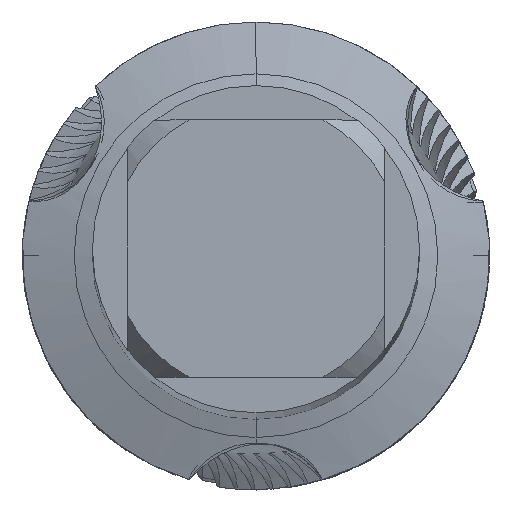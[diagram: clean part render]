
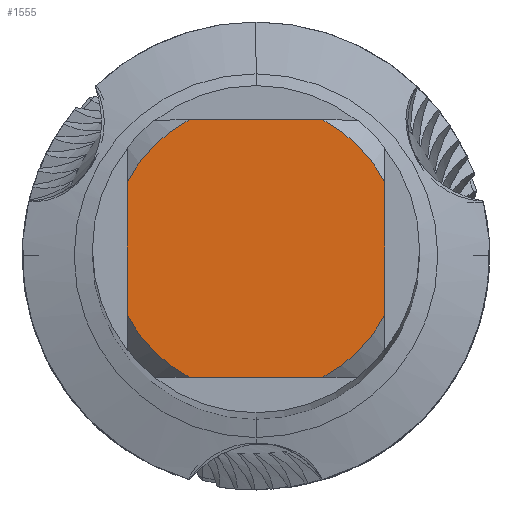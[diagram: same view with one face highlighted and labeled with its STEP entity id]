
A CAD part, top view. The second image highlights one B-rep face of the part: STEP entity #1555.
In plain terms, the highlighted planar face has unit normal (0, 0, 1).
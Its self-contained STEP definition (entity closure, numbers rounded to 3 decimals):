
#1443=EDGE_CURVE('',#3615,#2703,#4166,.T.);
#1555=ADVANCED_FACE('',(#4282),#4283,.T.);
#1673=EDGE_CURVE('',#3179,#1909,#4414,.T.);
#1679=EDGE_CURVE('',#3615,#2909,#4420,.T.);
#1705=VERTEX_POINT('',#4447);
#1909=VERTEX_POINT('',#4670);
#1923=EDGE_CURVE('',#1705,#3435,#4686,.T.);
#2169=VERTEX_POINT('',#4957);
#2593=EDGE_CURVE('',#1705,#2909,#5420,.T.);
#2703=VERTEX_POINT('',#5539);
#2881=EDGE_CURVE('',#2169,#3435,#5730,.T.);
#2909=VERTEX_POINT('',#5760);
#3111=EDGE_CURVE('',#3179,#2703,#5979,.T.);
#3179=VERTEX_POINT('',#6049);
#3435=VERTEX_POINT('',#6328);
#3615=VERTEX_POINT('',#6521);
#3899=EDGE_CURVE('',#2169,#1909,#6841,.T.);
#4166=LINE('',#7294,#7295);
#4282=FACE_OUTER_BOUND('',#7525,.T.);
#4283=PLANE('',#7526);
#4414=LINE('',#7779,#7780);
#4420=CIRCLE('',#7800,3.1);
#4447=CARTESIAN_POINT('',(1.431,2.75,0.0));
#4670=CARTESIAN_POINT('',(1.431,-2.75,0.0));
#4686=CIRCLE('',#8495,3.1);
#4957=CARTESIAN_POINT('',(2.75,-1.431,0.0));
#5420=LINE('',#10188,#10189);
#5539=CARTESIAN_POINT('',(-2.75,-1.431,0.0));
#5730=LINE('',#11059,#11060);
#5760=CARTESIAN_POINT('',(-1.431,2.75,0.0));
#5979=CIRCLE('',#11605,3.1);
#6049=CARTESIAN_POINT('',(-1.431,-2.75,0.0));
#6328=CARTESIAN_POINT('',(2.75,1.431,0.0));
#6521=CARTESIAN_POINT('',(-2.75,1.431,0.0));
#6841=CIRCLE('',#13741,3.1);
#7294=CARTESIAN_POINT('',(-2.75,0.775,0.0));
#7295=VECTOR('',#14223,1.0);
#7525=EDGE_LOOP('',(#14316,#14317,#14318,#14319,#14320,#14321,#14322,#14323));
#7526=AXIS2_PLACEMENT_3D('',#14324,#14325,#14326);
#7779=CARTESIAN_POINT('',(0.0,-2.75,0.0));
#7780=VECTOR('',#14478,1.0);
#7800=AXIS2_PLACEMENT_3D('',#14482,#14483,#14484);
#8495=AXIS2_PLACEMENT_3D('',#14839,#14840,#14841);
#10188=CARTESIAN_POINT('',(0.0,2.75,0.0));
#10189=VECTOR('',#15635,1.0);
#11059=CARTESIAN_POINT('',(2.75,0.775,0.0));
#11060=VECTOR('',#15937,1.0);
#11605=AXIS2_PLACEMENT_3D('',#16149,#16150,#16151);
#13741=AXIS2_PLACEMENT_3D('',#17176,#17177,#17178);
#14223=DIRECTION('',(-0.0,-1.0,0.0));
#14316=ORIENTED_EDGE('',*,*,#1443,.T.);
#14317=ORIENTED_EDGE('',*,*,#3111,.F.);
#14318=ORIENTED_EDGE('',*,*,#1673,.T.);
#14319=ORIENTED_EDGE('',*,*,#3899,.F.);
#14320=ORIENTED_EDGE('',*,*,#2881,.T.);
#14321=ORIENTED_EDGE('',*,*,#1923,.F.);
#14322=ORIENTED_EDGE('',*,*,#2593,.T.);
#14323=ORIENTED_EDGE('',*,*,#1679,.F.);
#14324=CARTESIAN_POINT('',(0.0,1.55,0.0));
#14325=DIRECTION('',(-0.0,0.0,1.0));
#14326=DIRECTION('',(0.0,-1.0,0.0));
#14478=DIRECTION('',(1.0,0.0,0.0));
#14482=CARTESIAN_POINT('',(0.0,0.0,0.0));
#14483=DIRECTION('',(0.0,0.0,-1.0));
#14484=DIRECTION('',(0.0,1.0,0.0));
#14839=CARTESIAN_POINT('',(0.0,0.0,0.0));
#14840=DIRECTION('',(0.0,0.0,-1.0));
#14841=DIRECTION('',(0.0,1.0,0.0));
#15635=DIRECTION('',(-1.0,0.0,0.0));
#15937=DIRECTION('',(-0.0,1.0,0.0));
#16149=CARTESIAN_POINT('',(0.0,0.0,0.0));
#16150=DIRECTION('',(0.0,0.0,-1.0));
#16151=DIRECTION('',(0.0,1.0,0.0));
#17176=CARTESIAN_POINT('',(0.0,0.0,0.0));
#17177=DIRECTION('',(0.0,0.0,-1.0));
#17178=DIRECTION('',(0.0,1.0,0.0));
